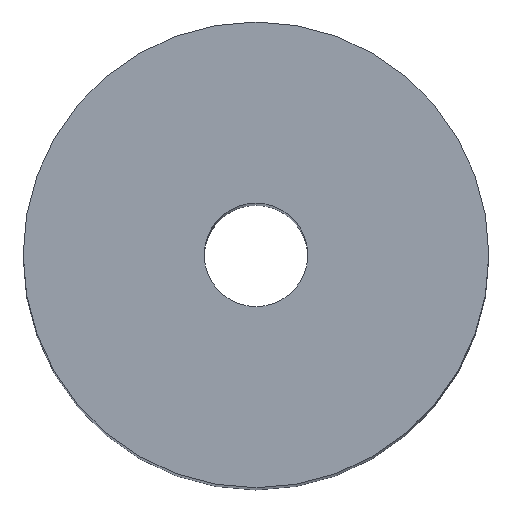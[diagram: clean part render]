
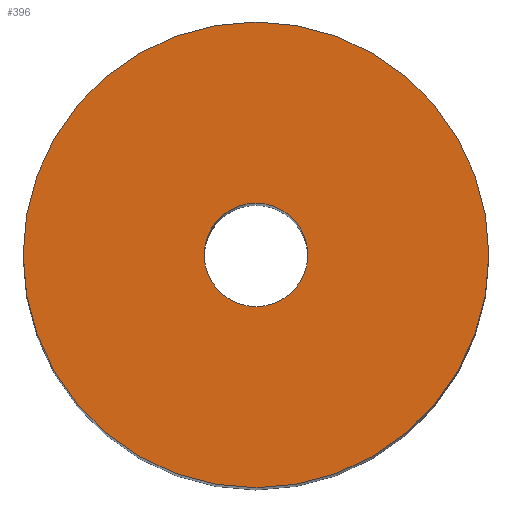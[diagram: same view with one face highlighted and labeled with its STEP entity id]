
A CAD part, top view. The second image highlights one B-rep face of the part: STEP entity #396.
In plain terms, the highlighted planar face has unit normal (0, 0, 1).
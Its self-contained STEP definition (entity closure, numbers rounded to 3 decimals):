
#20 = CARTESIAN_POINT ( 'NONE',  ( 4., 0., 50. ) ) ;
#32 = DIRECTION ( 'NONE',  ( 0., 0., 1. ) ) ;
#41 = EDGE_CURVE ( 'NONE', #565, #259, #273, .T. ) ;
#68 = DIRECTION ( 'NONE',  ( 1., 0., 0. ) ) ;
#71 = DIRECTION ( 'NONE',  ( 1., 0., 0. ) ) ;
#75 = AXIS2_PLACEMENT_3D ( 'NONE', #428, #464, #559 ) ;
#89 = AXIS2_PLACEMENT_3D ( 'NONE', #299, #513, #71 ) ;
#101 = ORIENTED_EDGE ( 'NONE', *, *, #41, .F. ) ;
#128 = CIRCLE ( 'NONE', #160, 18. ) ;
#160 = AXIS2_PLACEMENT_3D ( 'NONE', #380, #32, #68 ) ;
#166 = FACE_BOUND ( 'NONE', #433, .T. ) ;
#173 = DIRECTION ( 'NONE',  ( 1., 0., 0. ) ) ;
#177 = CARTESIAN_POINT ( 'NONE',  ( -4., 0., 50. ) ) ;
#195 = CIRCLE ( 'NONE', #290, 4. ) ;
#259 = VERTEX_POINT ( 'NONE', #20 ) ;
#273 = CIRCLE ( 'NONE', #456, 4. ) ;
#290 = AXIS2_PLACEMENT_3D ( 'NONE', #306, #566, #173 ) ;
#294 = ORIENTED_EDGE ( 'NONE', *, *, #446, .T. ) ;
#299 = CARTESIAN_POINT ( 'NONE',  ( 0., 0., 50. ) ) ;
#306 = CARTESIAN_POINT ( 'NONE',  ( 0., 0., 50. ) ) ;
#316 = CIRCLE ( 'NONE', #75, 18. ) ;
#340 = CARTESIAN_POINT ( 'NONE',  ( 18., 0., 50. ) ) ;
#350 = CARTESIAN_POINT ( 'NONE',  ( 0., 0., 50. ) ) ;
#354 = VERTEX_POINT ( 'NONE', #508 ) ;
#380 = CARTESIAN_POINT ( 'NONE',  ( 0., 0., 50. ) ) ;
#391 = DIRECTION ( 'NONE',  ( 1., 0., 0. ) ) ;
#396 = ADVANCED_FACE ( 'NONE', ( #166, #422 ), #424, .T. ) ;
#398 = DIRECTION ( 'NONE',  ( 0., 0., 1. ) ) ;
#404 = VERTEX_POINT ( 'NONE', #340 ) ;
#422 = FACE_OUTER_BOUND ( 'NONE', #423, .T. ) ;
#423 = EDGE_LOOP ( 'NONE', ( #475, #294 ) ) ;
#424 = PLANE ( 'NONE',  #89 ) ;
#428 = CARTESIAN_POINT ( 'NONE',  ( 0., 0., 50. ) ) ;
#433 = EDGE_LOOP ( 'NONE', ( #506, #101 ) ) ;
#446 = EDGE_CURVE ( 'NONE', #354, #404, #316, .T. ) ;
#451 = EDGE_CURVE ( 'NONE', #404, #354, #128, .T. ) ;
#456 = AXIS2_PLACEMENT_3D ( 'NONE', #350, #398, #391 ) ;
#464 = DIRECTION ( 'NONE',  ( 0., 0., 1. ) ) ;
#472 = EDGE_CURVE ( 'NONE', #259, #565, #195, .T. ) ;
#475 = ORIENTED_EDGE ( 'NONE', *, *, #451, .T. ) ;
#506 = ORIENTED_EDGE ( 'NONE', *, *, #472, .F. ) ;
#508 = CARTESIAN_POINT ( 'NONE',  ( -18., 0., 50. ) ) ;
#513 = DIRECTION ( 'NONE',  ( 0., 0., 1. ) ) ;
#559 = DIRECTION ( 'NONE',  ( 1., 0., 0. ) ) ;
#565 = VERTEX_POINT ( 'NONE', #177 ) ;
#566 = DIRECTION ( 'NONE',  ( 0., 0., 1. ) ) ;
